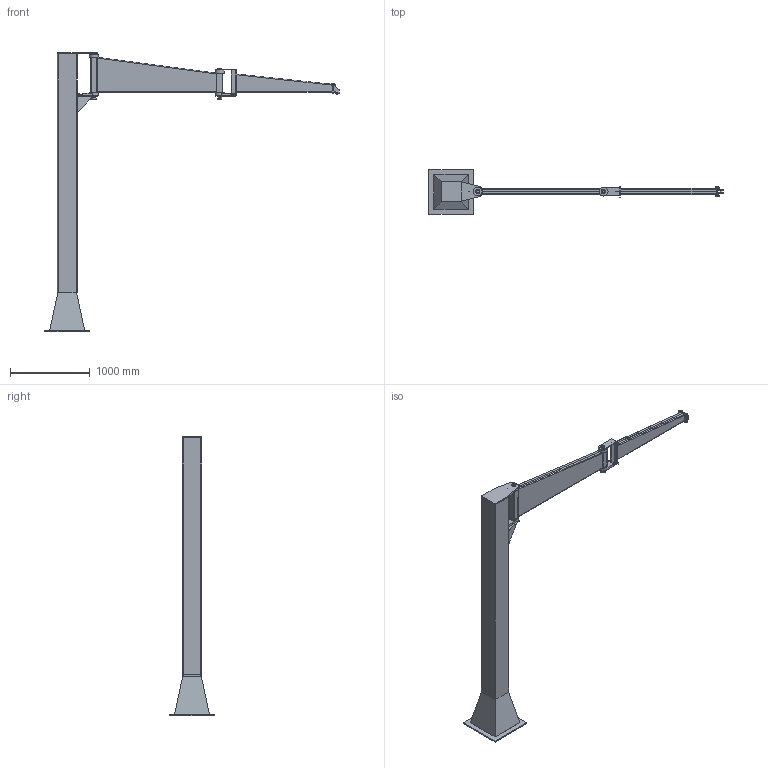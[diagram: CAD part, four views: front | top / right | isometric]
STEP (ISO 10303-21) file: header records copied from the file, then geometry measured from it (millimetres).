
FILE_DESCRIPTION(('STEP AP214'),'1');
FILE_NAME('Hymer PKH 250-3.stp','2018-02-07T08:51:03',(' '),(' '),'Spatial InterOp 3D',' ',' ');
FILE_SCHEMA(('automotive_design'));
Length unit declared in the file: millimetre
Products named in the file (79): Pelare IV; Förstärkningsplåt IV; Undre Fästöra IV; Övre Fästöra IV; Axel III / IV; Axelkant III / IV; Distansbricka III / IV; Hylsa III / IV; Bultf_rband M8; DIN_985 M8; M6S M8x65; Broms Pelare IV; Bromsback IV; Bolt Assembly; Gängstång M10x130; M6M M10; Tryckfjäder Ø14/10,5, L=55 on Compression; Pelare; Fot; Part3; PMH Pelarsvangkran Hymer 250-3; Innre Kn_ckarm 250/3; Lagerbox IV / V; KKR 80x80, T=5, L = 440; KKR 80x80, T=5, L=240; Hymer 250kg 3m; Axel Kn_ckarm; Bultf_rband M8x65; Yttre kn_ckarm 250/3; Öra, Plattjärn 90x10, L=250; Plattjärn 90x10, L=325; Plattjärn 60x5, L=325; Plattjärn 30x5, L=25; Armprofil 2 250/3; Fästöra; F_stplatta Typ 2; Axel; Spårring; Fästplatta; M6S M12x40 ...
Assembly tree (82 placements, depth 5):
  PMH Pelarsvangkran Hymer 250-3
    Pelare IV
      Förstärkningsplåt IV
      Förstärkningsplåt IV
      Undre Fästöra IV
      Övre Fästöra IV
      Axel III / IV
        Axelkant III / IV
        Axel III / IV
        Distansbricka III / IV
        Hylsa III / IV
        Bultf_rband M8
          DIN_985 M8
          M6S M8x65
      Broms Pelare IV
        Bromsback IV
        Bolt Assembly
          Gängstång M10x130
          M6M M10
          M6M M10
          Tryckfjäder Ø14/10,5, L=55 on Compression
        Bolt Assembly
          Gängstång M10x130
          M6M M10
          M6M M10
          Tryckfjäder Ø14/10,5, L=55 on Compression
      Pelare
      Fot
      Part3
    Hymer 250kg 3m
      Innre Kn_ckarm 250/3
        (unnamed)
        (unnamed)
        Lagerbox IV / V  x2
        KKR 80x80, T=5, L = 440
        (unnamed)
        (unnamed)
        KKR 80x80, T=5, L=240
      Axel Kn_ckarm
        Axelkant III / IV
        Axel III / IV
        Distansbricka III / IV
        Hylsa III / IV
        Bultf_rband M8x65
          DIN_985 M8
          M6S M8x65
      Yttre kn_ckarm 250/3
        Öra, Plattjärn 90x10, L=250
        Öra, Plattjärn 90x10, L=250
        Plattjärn 90x10, L=325
        Plattjärn 60x5, L=325
        Plattjärn 30x5, L=25
        (unnamed)
        Armprofil 2 250/3
        (unnamed)
        Fästöra
      F_stplatta Typ 2
        Fästöra
        (unnamed)
        Axel
Bounding box: 3702.5 x 565 x 3515 mm (x, y, z)
Volume: 264755978.2 mm3; surface area: 9797831.3 mm2
Topology: 68 solids, 68 shells, 825 faces, 1785 edges, 1112 vertices
Faces by surface type: plane 438, cone 228, cylinder 147, bspline 12
Full cylindrical faces by diameter (mm): 2 x4, 4.5 x2, 7.28 x2, 8 x4, 9 x6, 10 x12, 10.92 x4, 11 x4, 12 x16, 13 x2, 17 x1, 18 x3, 19 x4, 20 x5, 35 x6, 35.5 x4, 36 x2, 50 x6, 112 x4
Entity records: 39628 total; most frequent: CARTESIAN_POINT 18240, DIRECTION 3020, ORIENTED_EDGE 2734, EDGE_CURVE 1367, AXIS2_PLACEMENT_3D 1205, VERTEX_POINT 921, EDGE_LOOP 910, FACE_OUTER_BOUND 786
